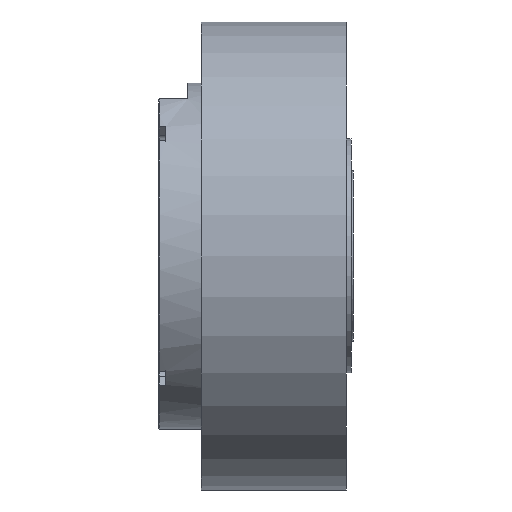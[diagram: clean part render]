
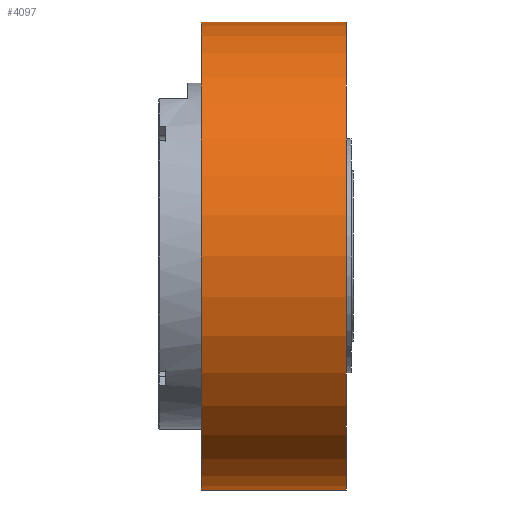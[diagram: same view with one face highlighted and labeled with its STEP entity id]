
A CAD part, left-side view. The second image highlights one B-rep face of the part: STEP entity #4097.
In plain terms, the highlighted cylindrical face has radius 48 mm (diameter 96 mm), a partial arc.
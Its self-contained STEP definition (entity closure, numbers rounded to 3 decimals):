
#60 = EDGE_CURVE ( 'NONE', #4471, #6164, #9316, .T. ) ;
#616 = CARTESIAN_POINT ( 'NONE',  ( 0., 0., 0. ) ) ;
#894 = VECTOR ( 'NONE', #4312, 1000. ) ;
#1176 = CARTESIAN_POINT ( 'NONE',  ( 0., 29.75, -48. ) ) ;
#1460 = EDGE_CURVE ( 'NONE', #2962, #7569, #4206, .T. ) ;
#1785 = CARTESIAN_POINT ( 'NONE',  ( 0., 0., -48. ) ) ;
#1801 = DIRECTION ( 'NONE',  ( 0., 0., -1. ) ) ;
#1906 = DIRECTION ( 'NONE',  ( 0., 0., -1. ) ) ;
#2281 = ORIENTED_EDGE ( 'NONE', *, *, #1460, .F. ) ;
#2409 = VECTOR ( 'NONE', #4357, 1000. ) ;
#2534 = CARTESIAN_POINT ( 'NONE',  ( 0., 29.75, 48. ) ) ;
#2802 = ORIENTED_EDGE ( 'NONE', *, *, #60, .T. ) ;
#2927 = CARTESIAN_POINT ( 'NONE',  ( 0., 0., 48. ) ) ;
#2962 = VERTEX_POINT ( 'NONE', #2534 ) ;
#3084 = DIRECTION ( 'NONE',  ( 0., 0., -1. ) ) ;
#3422 = CIRCLE ( 'NONE', #8487, 48. ) ;
#3526 = DIRECTION ( 'NONE',  ( 0., -1., 0. ) ) ;
#3859 = EDGE_LOOP ( 'NONE', ( #2281, #10139, #2802, #6519 ) ) ;
#4097 = ADVANCED_FACE ( 'NONE', ( #7739 ), #7110, .T. ) ;
#4206 = LINE ( 'NONE', #2927, #894 ) ;
#4312 = DIRECTION ( 'NONE',  ( 0., -1., 0. ) ) ;
#4357 = DIRECTION ( 'NONE',  ( 0., -1., 0. ) ) ;
#4471 = VERTEX_POINT ( 'NONE', #1176 ) ;
#4487 = DIRECTION ( 'NONE',  ( 0., -1., 0. ) ) ;
#4504 = CARTESIAN_POINT ( 'NONE',  ( 0., 0., -48. ) ) ;
#5840 = DIRECTION ( 'NONE',  ( 0., -1., 0. ) ) ;
#5886 = EDGE_CURVE ( 'NONE', #7569, #6164, #3422, .T. ) ;
#6164 = VERTEX_POINT ( 'NONE', #1785 ) ;
#6519 = ORIENTED_EDGE ( 'NONE', *, *, #5886, .F. ) ;
#7110 = CYLINDRICAL_SURFACE ( 'NONE', #9819, 48. ) ;
#7539 = CIRCLE ( 'NONE', #8899, 48. ) ;
#7569 = VERTEX_POINT ( 'NONE', #8989 ) ;
#7739 = FACE_OUTER_BOUND ( 'NONE', #3859, .T. ) ;
#8487 = AXIS2_PLACEMENT_3D ( 'NONE', #9364, #3526, #1906 ) ;
#8612 = EDGE_CURVE ( 'NONE', #2962, #4471, #7539, .T. ) ;
#8899 = AXIS2_PLACEMENT_3D ( 'NONE', #9157, #5840, #1801 ) ;
#8989 = CARTESIAN_POINT ( 'NONE',  ( 0., 0., 48. ) ) ;
#9157 = CARTESIAN_POINT ( 'NONE',  ( 0., 29.75, 0. ) ) ;
#9316 = LINE ( 'NONE', #4504, #2409 ) ;
#9364 = CARTESIAN_POINT ( 'NONE',  ( 0., 0., 0. ) ) ;
#9819 = AXIS2_PLACEMENT_3D ( 'NONE', #616, #4487, #3084 ) ;
#10139 = ORIENTED_EDGE ( 'NONE', *, *, #8612, .T. ) ;
